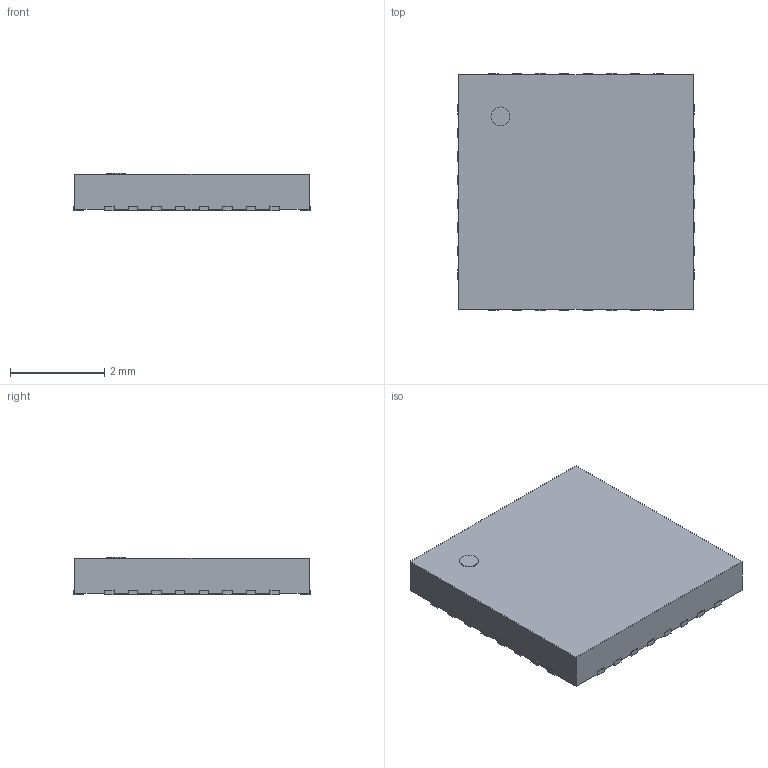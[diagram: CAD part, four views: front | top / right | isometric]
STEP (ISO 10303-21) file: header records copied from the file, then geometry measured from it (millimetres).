
FILE_DESCRIPTION(/* description */ ('model of Texas_RHB0032E_VQFN-32-1EP_5x5mm_P0.5mm_EP3.45x3.45mm'),/* implementation_level */ '2;1');
FILE_NAME(/* name */ 'Texas_RHB0032E_VQFN-32-1EP_5x5mm_P0.5mm_EP3.45x3.45mm.step',/* time_stamp */ '2024-01-01T14:44:24',/* author */ ('KiCAD','kicad'),/* organization */ ('OCCT'),/* preprocessor_version */ '',/* originating_system */ 'KiCAD',/* authorisation */ '');
FILE_SCHEMA(('AUTOMOTIVE_DESIGN { 1 0 10303 214 1 1 1 1 }'));
Length unit declared in the file: millimetre
Products named in the file (1): Texas_RHB0032E_VQFN-32-1EP_5x5mm_P0.5mm_EP3.45x3.45mm
Bounding box: 5 x 5 x 0.8 mm (x, y, z)
Volume: 18.9 mm3; surface area: 65.8 mm2
Topology: 1 solids, 1 shells, 206 faces, 606 edges, 404 vertices
Faces by surface type: plane 205, cylinder 1
Full cylindrical faces by diameter (mm): 0.4 x1
Entity records: 8589 total; most frequent: CARTESIAN_POINT 1217, ORIENTED_EDGE 1212, DIRECTION 1022, EDGE_CURVE 606, LINE 604, VECTOR 604, VERTEX_POINT 404, AXIS2_PLACEMENT_3D 209
